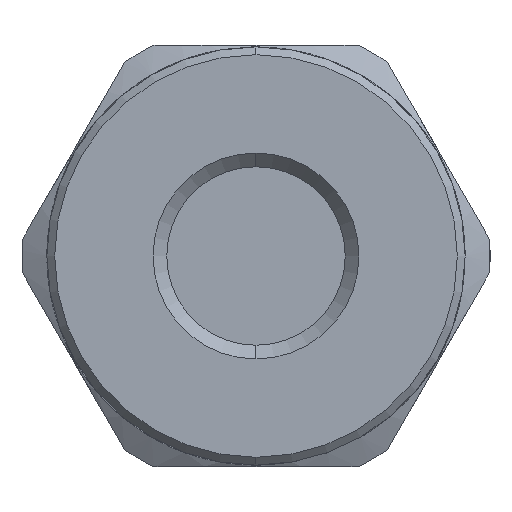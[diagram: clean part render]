
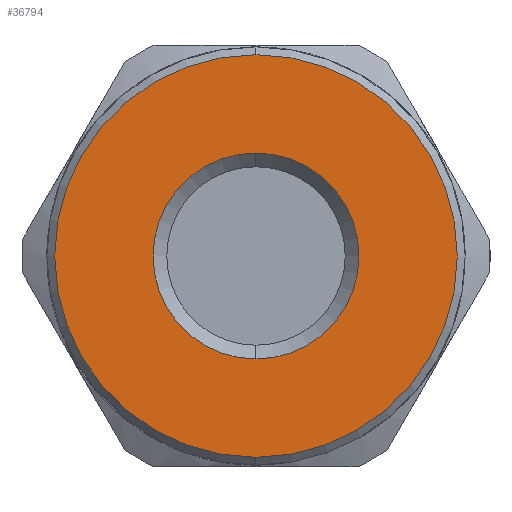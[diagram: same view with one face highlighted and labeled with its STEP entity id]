
A CAD part, left-side view. The second image highlights one B-rep face of the part: STEP entity #36794.
In plain terms, the highlighted planar face has unit normal (-1, 0, 0).
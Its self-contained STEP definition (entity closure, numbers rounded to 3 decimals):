
#2931 = CARTESIAN_POINT ( 'NONE',  ( -30.8, 0., 12.9 ) ) ;
#2954 = CARTESIAN_POINT ( 'NONE',  ( -30.8, 0., 6.6 ) ) ;
#2961 = CARTESIAN_POINT ( 'NONE',  ( -30.8, 0., -6.6 ) ) ;
#2989 = CARTESIAN_POINT ( 'NONE',  ( -30.8, 0., -12.9 ) ) ;
#14722 = FACE_BOUND ( 'NONE', #36479, .T. ) ;
#14723 = FACE_OUTER_BOUND ( 'NONE', #36481, .T. ) ;
#15883 = CARTESIAN_POINT ( 'NONE',  ( -30.8, 0., 0. ) ) ;
#15884 = DIRECTION ( 'NONE',  ( 1., 0., 0. ) ) ;
#15885 = DIRECTION ( 'NONE',  ( 0., 0., -1. ) ) ;
#19361 = PLANE ( 'NONE',  #39531 ) ;
#19362 = CARTESIAN_POINT ( 'NONE',  ( -30.8, 12.9, 0. ) ) ;
#19363 = DIRECTION ( 'NONE',  ( -1., 0., 0. ) ) ;
#19364 = DIRECTION ( 'NONE',  ( 0., 0., 1. ) ) ;
#24612 = AXIS2_PLACEMENT_3D ( 'NONE', #27431, #27432, #27433 ) ;
#24700 = AXIS2_PLACEMENT_3D ( 'NONE', #34040, #34041, #34042 ) ;
#24703 = AXIS2_PLACEMENT_3D ( 'NONE', #34061, #34062, #34063 ) ;
#24715 = AXIS2_PLACEMENT_3D ( 'NONE', #15883, #15884, #15885 ) ;
#26312 = CIRCLE ( 'NONE', #24612, 12.9 ) ;
#26547 = CIRCLE ( 'NONE', #24700, 12.9 ) ;
#26558 = CIRCLE ( 'NONE', #24703, 6.6 ) ;
#26581 = CIRCLE ( 'NONE', #24715, 6.6 ) ;
#27431 = CARTESIAN_POINT ( 'NONE',  ( -30.8, 0., 0. ) ) ;
#27432 = DIRECTION ( 'NONE',  ( 1., 0., 0. ) ) ;
#27433 = DIRECTION ( 'NONE',  ( 0., 0., -1. ) ) ;
#34040 = CARTESIAN_POINT ( 'NONE',  ( -30.8, 0., 0. ) ) ;
#34041 = DIRECTION ( 'NONE',  ( 1., 0., 0. ) ) ;
#34042 = DIRECTION ( 'NONE',  ( 0., 0., -1. ) ) ;
#34061 = CARTESIAN_POINT ( 'NONE',  ( -30.8, 0., 0. ) ) ;
#34062 = DIRECTION ( 'NONE',  ( 1., 0., 0. ) ) ;
#34063 = DIRECTION ( 'NONE',  ( 0., 0., -1. ) ) ;
#35471 = VERTEX_POINT ( 'NONE', #2931 ) ;
#35496 = VERTEX_POINT ( 'NONE', #2954 ) ;
#35503 = VERTEX_POINT ( 'NONE', #2961 ) ;
#35537 = VERTEX_POINT ( 'NONE', #2989 ) ;
#36479 = EDGE_LOOP ( 'NONE', ( #40031, #40032 ) ) ;
#36481 = EDGE_LOOP ( 'NONE', ( #40033, #40034 ) ) ;
#36794 = ADVANCED_FACE ( 'NONE', ( #14722, #14723 ), #19361, .T. ) ;
#38761 = EDGE_CURVE ( 'NONE', #35471, #35537, #26312, .T. ) ;
#39118 = EDGE_CURVE ( 'NONE', #35537, #35471, #26547, .T. ) ;
#39126 = EDGE_CURVE ( 'NONE', #35496, #35503, #26558, .T. ) ;
#39202 = EDGE_CURVE ( 'NONE', #35503, #35496, #26581, .T. ) ;
#39531 = AXIS2_PLACEMENT_3D ( 'NONE', #19362, #19363, #19364 ) ;
#40031 = ORIENTED_EDGE ( 'NONE', *, *, #39126, .T. ) ;
#40032 = ORIENTED_EDGE ( 'NONE', *, *, #39202, .T. ) ;
#40033 = ORIENTED_EDGE ( 'NONE', *, *, #39118, .F. ) ;
#40034 = ORIENTED_EDGE ( 'NONE', *, *, #38761, .F. ) ;
